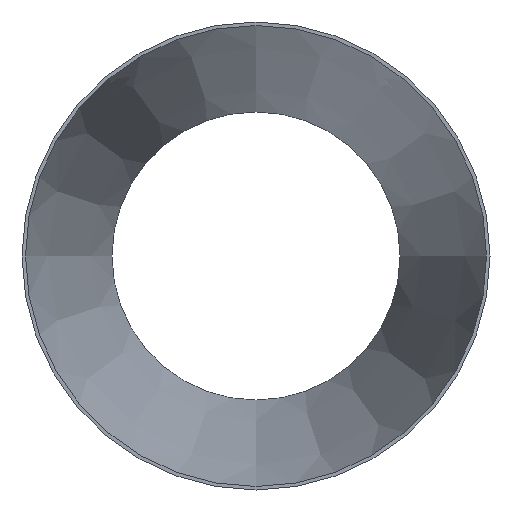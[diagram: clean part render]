
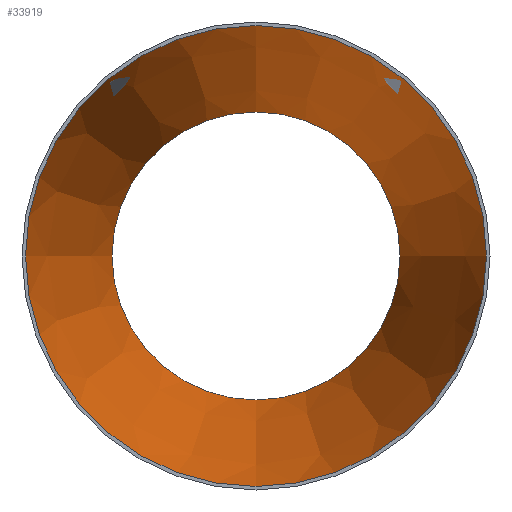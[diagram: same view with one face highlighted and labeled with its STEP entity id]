
A CAD part, front view. The second image highlights one B-rep face of the part: STEP entity #33919.
In plain terms, the highlighted conical face has half-angle 11.897 degrees and reference radius 199.934 mm.
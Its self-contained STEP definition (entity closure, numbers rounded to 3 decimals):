
#968 = DIRECTION ( 'NONE',  ( 0., -1., 0. ) ) ;
#1409 = DIRECTION ( 'NONE',  ( 0., 0., -1. ) ) ;
#2449 = DIRECTION ( 'NONE',  ( 0., -1., 0. ) ) ;
#4564 = CARTESIAN_POINT ( 'NONE',  ( 0., 0., 0. ) ) ;
#5556 = AXIS2_PLACEMENT_3D ( 'NONE', #4564, #968, #1409 ) ;
#6041 = DIRECTION ( 'NONE',  ( 0., 0., -1. ) ) ;
#6350 = CARTESIAN_POINT ( 'NONE',  ( 0., 0., -199.934 ) ) ;
#7467 = EDGE_LOOP ( 'NONE', ( #16378 ) ) ;
#8830 = VERTEX_POINT ( 'NONE', #36377 ) ;
#8977 = EDGE_CURVE ( 'NONE', #37278, #37278, #23782, .T. ) ;
#12112 = CIRCLE ( 'NONE', #30165, 124.934 ) ;
#15832 = AXIS2_PLACEMENT_3D ( 'NONE', #19847, #2449, #6041 ) ;
#16378 = ORIENTED_EDGE ( 'NONE', *, *, #37736, .F. ) ;
#18142 = FACE_OUTER_BOUND ( 'NONE', #44352, .T. ) ;
#19847 = CARTESIAN_POINT ( 'NONE',  ( 0., 0., 0. ) ) ;
#23782 = CIRCLE ( 'NONE', #15832, 199.934 ) ;
#30165 = AXIS2_PLACEMENT_3D ( 'NONE', #35544, #32166, #42558 ) ;
#32166 = DIRECTION ( 'NONE',  ( 0., -1., 0. ) ) ;
#32332 = FACE_BOUND ( 'NONE', #7467, .T. ) ;
#33919 = ADVANCED_FACE ( 'NONE', ( #32332, #18142 ), #40899, .F. ) ;
#35544 = CARTESIAN_POINT ( 'NONE',  ( 0., 356., 0. ) ) ;
#36377 = CARTESIAN_POINT ( 'NONE',  ( 0., 356., -124.934 ) ) ;
#37278 = VERTEX_POINT ( 'NONE', #6350 ) ;
#37736 = EDGE_CURVE ( 'NONE', #8830, #8830, #12112, .T. ) ;
#38999 = ORIENTED_EDGE ( 'NONE', *, *, #8977, .T. ) ;
#40899 = CONICAL_SURFACE ( 'NONE', #5556, 199.934, 0.208 ) ;
#42558 = DIRECTION ( 'NONE',  ( 0., 0., -1. ) ) ;
#44352 = EDGE_LOOP ( 'NONE', ( #38999 ) ) ;
